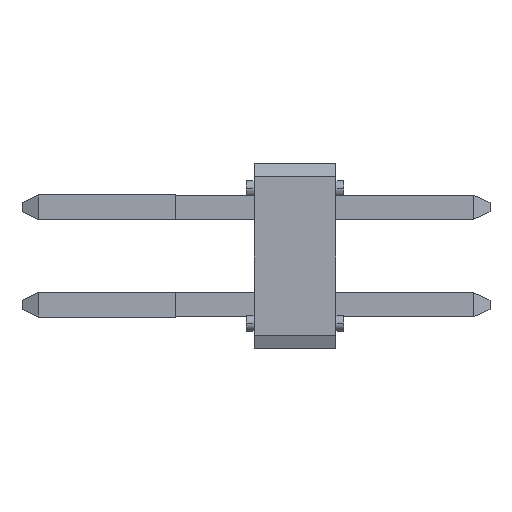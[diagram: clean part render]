
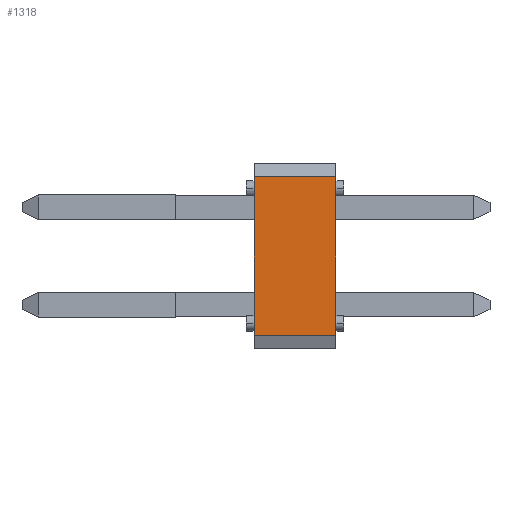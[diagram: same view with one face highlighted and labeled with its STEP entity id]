
A CAD part, left-side view. The second image highlights one B-rep face of the part: STEP entity #1318.
In plain terms, the highlighted planar face has unit normal (-1, 0, 0).
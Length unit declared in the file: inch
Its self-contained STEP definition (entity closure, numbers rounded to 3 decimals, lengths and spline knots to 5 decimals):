
#183=DIRECTION('',(0.,1.,0.));
#184=VECTOR('',#183,0.084);
#185=CARTESIAN_POINT('',(-0.342,-0.042,-0.08135));
#186=LINE('699',#185,#184);
#187=DIRECTION('',(0.,0.,-1.));
#188=VECTOR('',#187,0.16271);
#189=CARTESIAN_POINT('',(-0.342,-0.042,0.08135));
#190=LINE('702',#189,#188);
#403=DIRECTION('',(0.,0.,-1.));
#404=VECTOR('',#403,0.16271);
#405=CARTESIAN_POINT('',(-0.342,0.042,0.08135));
#406=LINE('700',#405,#404);
#535=DIRECTION('',(0.,1.,0.));
#536=VECTOR('',#535,0.084);
#537=CARTESIAN_POINT('',(-0.342,-0.042,0.08135));
#538=LINE('701',#537,#536);
#1031=CARTESIAN_POINT('',(-0.342,-0.042,-0.08135));
#1032=CARTESIAN_POINT('',(-0.342,0.042,-0.08135));
#1033=VERTEX_POINT('',#1031);
#1034=VERTEX_POINT('',#1032);
#1035=CARTESIAN_POINT('',(-0.342,0.042,0.08135));
#1036=VERTEX_POINT('',#1035);
#1037=CARTESIAN_POINT('',(-0.342,-0.042,0.08135));
#1038=VERTEX_POINT('',#1037);
#1303=CARTESIAN_POINT('',(-0.342,0.042,-0.095));
#1304=DIRECTION('',(-1.,0.,0.));
#1305=DIRECTION('',(0.,-1.,0.));
#1306=AXIS2_PLACEMENT_3D('',#1303,#1304,#1305);
#1307=PLANE('903',#1306);
#1309=ORIENTED_EDGE('699',*,*,#1308,.T.);
#1311=ORIENTED_EDGE('700',*,*,#1310,.F.);
#1313=ORIENTED_EDGE('701',*,*,#1312,.F.);
#1315=ORIENTED_EDGE('702',*,*,#1314,.T.);
#1316=EDGE_LOOP('903',(#1309,#1311,#1313,#1315));
#1317=FACE_OUTER_BOUND('903',#1316,.F.);
#1308=EDGE_CURVE('699',#1033,#1034,#186,.T.);
#1310=EDGE_CURVE('700',#1036,#1034,#406,.T.);
#1312=EDGE_CURVE('701',#1038,#1036,#538,.T.);
#1314=EDGE_CURVE('702',#1038,#1033,#190,.T.);
#1318=ADVANCED_FACE('903',(#1317),#1307,.T.);
